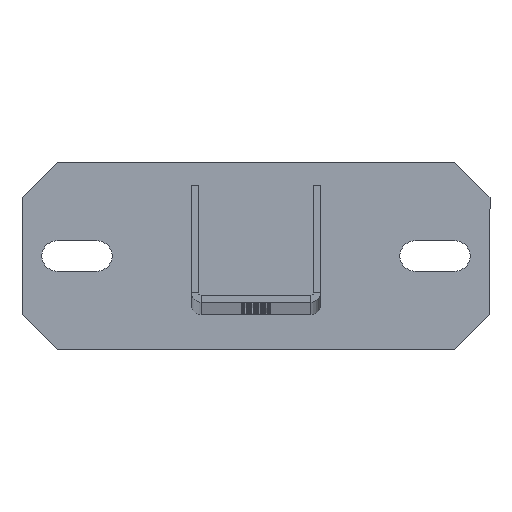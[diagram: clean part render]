
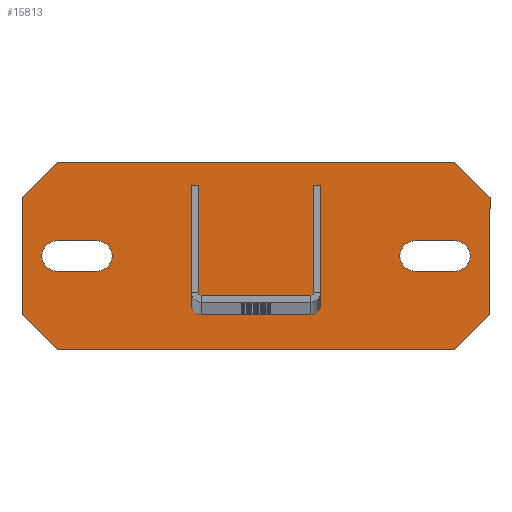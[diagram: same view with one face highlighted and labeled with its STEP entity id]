
A CAD part, top view. The second image highlights one B-rep face of the part: STEP entity #15813.
In plain terms, the highlighted planar face has unit normal (0, 0, 1).
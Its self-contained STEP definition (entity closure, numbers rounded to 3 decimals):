
#387=FACE_BOUND('',#3374,.T.);
#388=FACE_BOUND('',#3375,.T.);
#1120=CIRCLE('',#17352,6.5);
#1122=CIRCLE('',#17356,6.5);
#1124=CIRCLE('',#17360,6.5);
#1126=CIRCLE('',#17364,6.5);
#2253=FACE_OUTER_BOUND('',#3373,.T.);
#3373=EDGE_LOOP('',(#14631,#14632,#14633,#14634,#14635,#14636,#14637,#14638));
#3374=EDGE_LOOP('',(#14639,#14640,#14641,#14642));
#3375=EDGE_LOOP('',(#14643,#14644,#14645,#14646));
#4857=LINE('',#26315,#6373);
#4861=LINE('',#26327,#6377);
#4865=LINE('',#26339,#6381);
#4869=LINE('',#26351,#6385);
#4873=LINE('',#26363,#6389);
#4876=LINE('',#26369,#6392);
#4879=LINE('',#26375,#6395);
#4882=LINE('',#26381,#6398);
#4885=LINE('',#26387,#6401);
#4888=LINE('',#26393,#6404);
#4891=LINE('',#26399,#6407);
#4894=LINE('',#26403,#6410);
#6373=VECTOR('',#21803,10.);
#6377=VECTOR('',#21815,10.);
#6381=VECTOR('',#21827,10.);
#6385=VECTOR('',#21839,10.);
#6389=VECTOR('',#21851,10.);
#6392=VECTOR('',#21856,10.);
#6395=VECTOR('',#21861,10.);
#6398=VECTOR('',#21866,10.);
#6401=VECTOR('',#21871,10.);
#6404=VECTOR('',#21876,10.);
#6407=VECTOR('',#21881,10.);
#6410=VECTOR('',#21886,10.);
#7877=VERTEX_POINT('',#26312);
#7878=VERTEX_POINT('',#26314);
#7880=VERTEX_POINT('',#26320);
#7882=VERTEX_POINT('',#26326);
#7885=VERTEX_POINT('',#26336);
#7886=VERTEX_POINT('',#26338);
#7888=VERTEX_POINT('',#26344);
#7890=VERTEX_POINT('',#26350);
#7893=VERTEX_POINT('',#26360);
#7894=VERTEX_POINT('',#26362);
#7896=VERTEX_POINT('',#26368);
#7898=VERTEX_POINT('',#26374);
#7900=VERTEX_POINT('',#26380);
#7902=VERTEX_POINT('',#26386);
#7904=VERTEX_POINT('',#26392);
#7906=VERTEX_POINT('',#26398);
#10113=EDGE_CURVE('',#7878,#7877,#4857,.T.);
#10116=EDGE_CURVE('',#7880,#7878,#1120,.T.);
#10119=EDGE_CURVE('',#7882,#7880,#4861,.T.);
#10122=EDGE_CURVE('',#7877,#7882,#1122,.T.);
#10125=EDGE_CURVE('',#7886,#7885,#4865,.T.);
#10128=EDGE_CURVE('',#7888,#7886,#1124,.T.);
#10131=EDGE_CURVE('',#7890,#7888,#4869,.T.);
#10134=EDGE_CURVE('',#7885,#7890,#1126,.T.);
#10137=EDGE_CURVE('',#7894,#7893,#4873,.T.);
#10140=EDGE_CURVE('',#7896,#7894,#4876,.T.);
#10143=EDGE_CURVE('',#7898,#7896,#4879,.T.);
#10146=EDGE_CURVE('',#7900,#7898,#4882,.T.);
#10149=EDGE_CURVE('',#7902,#7900,#4885,.T.);
#10152=EDGE_CURVE('',#7904,#7902,#4888,.T.);
#10155=EDGE_CURVE('',#7906,#7904,#4891,.T.);
#10158=EDGE_CURVE('',#7893,#7906,#4894,.T.);
#14631=ORIENTED_EDGE('',*,*,#10158,.T.);
#14632=ORIENTED_EDGE('',*,*,#10155,.T.);
#14633=ORIENTED_EDGE('',*,*,#10152,.T.);
#14634=ORIENTED_EDGE('',*,*,#10149,.T.);
#14635=ORIENTED_EDGE('',*,*,#10146,.T.);
#14636=ORIENTED_EDGE('',*,*,#10143,.T.);
#14637=ORIENTED_EDGE('',*,*,#10140,.T.);
#14638=ORIENTED_EDGE('',*,*,#10137,.T.);
#14639=ORIENTED_EDGE('',*,*,#10134,.T.);
#14640=ORIENTED_EDGE('',*,*,#10131,.T.);
#14641=ORIENTED_EDGE('',*,*,#10128,.T.);
#14642=ORIENTED_EDGE('',*,*,#10125,.T.);
#14643=ORIENTED_EDGE('',*,*,#10122,.T.);
#14644=ORIENTED_EDGE('',*,*,#10119,.T.);
#14645=ORIENTED_EDGE('',*,*,#10116,.T.);
#14646=ORIENTED_EDGE('',*,*,#10113,.T.);
#15053=PLANE('',#17373);
#15813=ADVANCED_FACE('',(#2253,#387,#388),#15053,.T.);
#17352=AXIS2_PLACEMENT_3D('',#26321,#21809,#21810);
#17356=AXIS2_PLACEMENT_3D('',#26331,#21821,#21822);
#17360=AXIS2_PLACEMENT_3D('',#26345,#21833,#21834);
#17364=AXIS2_PLACEMENT_3D('',#26355,#21845,#21846);
#17373=AXIS2_PLACEMENT_3D('',#26404,#21887,#21888);
#21803=DIRECTION('',(-1.,0.,0.));
#21809=DIRECTION('center_axis',(0.,0.,-1.));
#21810=DIRECTION('ref_axis',(0.,1.,0.));
#21815=DIRECTION('',(1.,0.,0.));
#21821=DIRECTION('center_axis',(0.,0.,-1.));
#21822=DIRECTION('ref_axis',(0.,-1.,0.));
#21827=DIRECTION('',(-1.,0.,0.));
#21833=DIRECTION('center_axis',(0.,0.,-1.));
#21834=DIRECTION('ref_axis',(0.,1.,0.));
#21839=DIRECTION('',(1.,0.,0.));
#21845=DIRECTION('center_axis',(0.,0.,-1.));
#21846=DIRECTION('ref_axis',(0.,-1.,0.));
#21851=DIRECTION('',(0.707,-0.707,0.));
#21856=DIRECTION('',(0.,-1.,0.));
#21861=DIRECTION('',(-0.707,-0.707,0.));
#21866=DIRECTION('',(-1.,0.,0.));
#21871=DIRECTION('',(-0.707,0.707,0.));
#21876=DIRECTION('',(0.,1.,0.));
#21881=DIRECTION('',(0.707,0.707,0.));
#21886=DIRECTION('',(1.,0.,0.));
#21887=DIRECTION('center_axis',(0.,0.,1.));
#21888=DIRECTION('ref_axis',(1.,0.,0.));
#26312=CARTESIAN_POINT('',(-85.,-6.5,8.));
#26314=CARTESIAN_POINT('',(-68.,-6.5,8.));
#26315=CARTESIAN_POINT('',(-68.,-6.5,8.));
#26320=CARTESIAN_POINT('',(-68.,6.5,8.));
#26321=CARTESIAN_POINT('Origin',(-68.,0.,8.));
#26326=CARTESIAN_POINT('',(-85.,6.5,8.));
#26327=CARTESIAN_POINT('',(-85.,6.5,8.));
#26331=CARTESIAN_POINT('Origin',(-85.,0.,8.));
#26336=CARTESIAN_POINT('',(68.,-6.5,8.));
#26338=CARTESIAN_POINT('',(85.,-6.5,8.));
#26339=CARTESIAN_POINT('',(85.,-6.5,8.));
#26344=CARTESIAN_POINT('',(85.,6.5,8.));
#26345=CARTESIAN_POINT('Origin',(85.,0.,8.));
#26350=CARTESIAN_POINT('',(68.,6.5,8.));
#26351=CARTESIAN_POINT('',(68.,6.5,8.));
#26355=CARTESIAN_POINT('Origin',(68.,0.,8.));
#26360=CARTESIAN_POINT('',(-85.,-40.,8.));
#26362=CARTESIAN_POINT('',(-100.,-25.,8.));
#26363=CARTESIAN_POINT('',(-100.,-25.,8.));
#26368=CARTESIAN_POINT('',(-100.,25.,8.));
#26369=CARTESIAN_POINT('',(-100.,25.,8.));
#26374=CARTESIAN_POINT('',(-85.,40.,8.));
#26375=CARTESIAN_POINT('',(-85.,40.,8.));
#26380=CARTESIAN_POINT('',(85.,40.,8.));
#26381=CARTESIAN_POINT('',(85.,40.,8.));
#26386=CARTESIAN_POINT('',(100.,25.,8.));
#26387=CARTESIAN_POINT('',(100.,25.,8.));
#26392=CARTESIAN_POINT('',(100.,-25.,8.));
#26393=CARTESIAN_POINT('',(100.,-25.,8.));
#26398=CARTESIAN_POINT('',(85.,-40.,8.));
#26399=CARTESIAN_POINT('',(85.,-40.,8.));
#26403=CARTESIAN_POINT('',(-85.,-40.,8.));
#26404=CARTESIAN_POINT('Origin',(0.,0.,8.));
